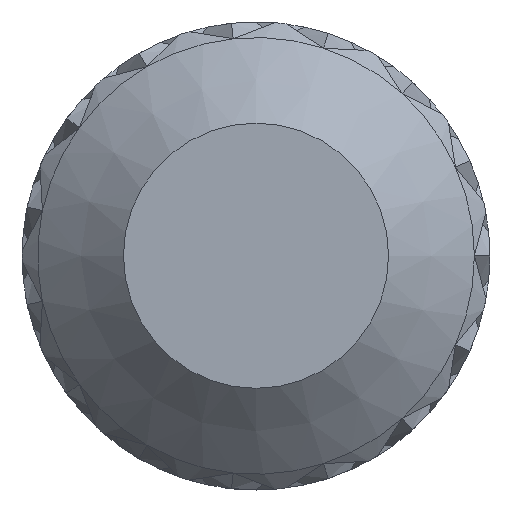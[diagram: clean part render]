
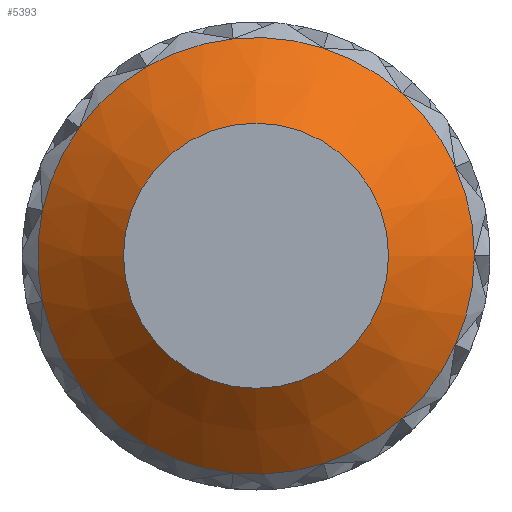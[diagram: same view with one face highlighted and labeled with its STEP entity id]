
A CAD part, top view. The second image highlights one B-rep face of the part: STEP entity #5393.
In plain terms, the highlighted conical face has half-angle 47.726 degrees and reference radius 8.5 mm.
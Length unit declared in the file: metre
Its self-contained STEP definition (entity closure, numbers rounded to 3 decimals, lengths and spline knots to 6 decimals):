
#102=CONICAL_SURFACE('',#5718,0.0085,0.833);
#876=CIRCLE('',#5657,0.014);
#878=CIRCLE('',#5661,0.014);
#881=CIRCLE('',#5667,0.014);
#883=CIRCLE('',#5671,0.014);
#885=CIRCLE('',#5675,0.014);
#887=CIRCLE('',#5679,0.014);
#889=CIRCLE('',#5683,0.014);
#891=CIRCLE('',#5687,0.014);
#893=CIRCLE('',#5691,0.014);
#895=CIRCLE('',#5695,0.014);
#897=CIRCLE('',#5699,0.014);
#899=CIRCLE('',#5703,0.014);
#901=CIRCLE('',#5707,0.014);
#903=CIRCLE('',#5711,0.014);
#904=CIRCLE('',#5713,0.014);
#906=CIRCLE('',#5717,0.0085);
#2121=ORIENTED_EDGE('',*,*,#3217,.T.);
#2122=ORIENTED_EDGE('',*,*,#3215,.T.);
#2123=ORIENTED_EDGE('',*,*,#3243,.T.);
#2124=ORIENTED_EDGE('',*,*,#3242,.T.);
#2125=ORIENTED_EDGE('',*,*,#3240,.T.);
#2126=ORIENTED_EDGE('',*,*,#3238,.T.);
#2127=ORIENTED_EDGE('',*,*,#3236,.T.);
#2128=ORIENTED_EDGE('',*,*,#3234,.T.);
#2129=ORIENTED_EDGE('',*,*,#3232,.T.);
#2130=ORIENTED_EDGE('',*,*,#3230,.T.);
#2131=ORIENTED_EDGE('',*,*,#3228,.T.);
#2132=ORIENTED_EDGE('',*,*,#3226,.T.);
#2133=ORIENTED_EDGE('',*,*,#3224,.T.);
#2134=ORIENTED_EDGE('',*,*,#3222,.T.);
#2135=ORIENTED_EDGE('',*,*,#3220,.T.);
#2136=ORIENTED_EDGE('',*,*,#3245,.F.);
#3215=EDGE_CURVE('',#3678,#3643,#876,.T.);
#3217=EDGE_CURVE('',#3537,#3678,#878,.T.);
#3220=EDGE_CURVE('',#3547,#3537,#881,.T.);
#3222=EDGE_CURVE('',#3555,#3547,#883,.T.);
#3224=EDGE_CURVE('',#3563,#3555,#885,.T.);
#3226=EDGE_CURVE('',#3571,#3563,#887,.T.);
#3228=EDGE_CURVE('',#3579,#3571,#889,.T.);
#3230=EDGE_CURVE('',#3587,#3579,#891,.T.);
#3232=EDGE_CURVE('',#3595,#3587,#893,.T.);
#3234=EDGE_CURVE('',#3603,#3595,#895,.T.);
#3236=EDGE_CURVE('',#3611,#3603,#897,.T.);
#3238=EDGE_CURVE('',#3619,#3611,#899,.T.);
#3240=EDGE_CURVE('',#3627,#3619,#901,.T.);
#3242=EDGE_CURVE('',#3635,#3627,#903,.T.);
#3243=EDGE_CURVE('',#3643,#3635,#904,.T.);
#3245=EDGE_CURVE('',#3800,#3800,#906,.T.);
#3537=VERTEX_POINT('',#7049);
#3547=VERTEX_POINT('',#7125);
#3555=VERTEX_POINT('',#7176);
#3563=VERTEX_POINT('',#7227);
#3571=VERTEX_POINT('',#7278);
#3579=VERTEX_POINT('',#7329);
#3587=VERTEX_POINT('',#7380);
#3595=VERTEX_POINT('',#7431);
#3603=VERTEX_POINT('',#7482);
#3611=VERTEX_POINT('',#7533);
#3619=VERTEX_POINT('',#7584);
#3627=VERTEX_POINT('',#7635);
#3635=VERTEX_POINT('',#7686);
#3643=VERTEX_POINT('',#7737);
#3678=VERTEX_POINT('',#8575);
#3800=VERTEX_POINT('',#10919);
#4509=EDGE_LOOP('',(#2121,#2122,#2123,#2124,#2125,#2126,#2127,#2128,#2129,
#2130,#2131,#2132,#2133,#2134,#2135));
#4510=EDGE_LOOP('',(#2136));
#4905=FACE_BOUND('',#4509,.T.);
#4906=FACE_BOUND('',#4510,.T.);
#5393=ADVANCED_FACE('',(#4905,#4906),#102,.T.);
#5657=AXIS2_PLACEMENT_3D('',#10857,#6227,#6228);
#5661=AXIS2_PLACEMENT_3D('',#10861,#6235,#6236);
#5667=AXIS2_PLACEMENT_3D('',#10867,#6247,#6248);
#5671=AXIS2_PLACEMENT_3D('',#10871,#6255,#6256);
#5675=AXIS2_PLACEMENT_3D('',#10875,#6263,#6264);
#5679=AXIS2_PLACEMENT_3D('',#10879,#6271,#6272);
#5683=AXIS2_PLACEMENT_3D('',#10883,#6279,#6280);
#5687=AXIS2_PLACEMENT_3D('',#10887,#6287,#6288);
#5691=AXIS2_PLACEMENT_3D('',#10891,#6295,#6296);
#5695=AXIS2_PLACEMENT_3D('',#10895,#6303,#6304);
#5699=AXIS2_PLACEMENT_3D('',#10899,#6311,#6312);
#5703=AXIS2_PLACEMENT_3D('',#10903,#6319,#6320);
#5707=AXIS2_PLACEMENT_3D('',#10907,#6327,#6328);
#5711=AXIS2_PLACEMENT_3D('',#10911,#6335,#6336);
#5713=AXIS2_PLACEMENT_3D('',#10913,#6339,#6340);
#5717=AXIS2_PLACEMENT_3D('',#10918,#6347,#6348);
#5718=AXIS2_PLACEMENT_3D('',#10920,#6349,#6350);
#6227=DIRECTION('',(0.,0.,1.));
#6228=DIRECTION('',(1.,0.,0.));
#6235=DIRECTION('',(0.,0.,1.));
#6236=DIRECTION('',(1.,0.,0.));
#6247=DIRECTION('',(0.,0.,1.));
#6248=DIRECTION('',(1.,0.,0.));
#6255=DIRECTION('',(0.,0.,1.));
#6256=DIRECTION('',(1.,0.,0.));
#6263=DIRECTION('',(0.,0.,1.));
#6264=DIRECTION('',(1.,0.,0.));
#6271=DIRECTION('',(0.,0.,1.));
#6272=DIRECTION('',(1.,0.,0.));
#6279=DIRECTION('',(0.,0.,1.));
#6280=DIRECTION('',(1.,0.,0.));
#6287=DIRECTION('',(0.,0.,1.));
#6288=DIRECTION('',(1.,0.,0.));
#6295=DIRECTION('',(0.,0.,1.));
#6296=DIRECTION('',(1.,0.,0.));
#6303=DIRECTION('',(0.,0.,1.));
#6304=DIRECTION('',(1.,0.,0.));
#6311=DIRECTION('',(0.,0.,1.));
#6312=DIRECTION('',(1.,0.,0.));
#6319=DIRECTION('',(0.,0.,1.));
#6320=DIRECTION('',(1.,0.,0.));
#6327=DIRECTION('',(0.,0.,1.));
#6328=DIRECTION('',(1.,0.,0.));
#6335=DIRECTION('',(0.,0.,1.));
#6336=DIRECTION('',(1.,0.,0.));
#6339=DIRECTION('',(0.,0.,1.));
#6340=DIRECTION('',(1.,0.,0.));
#6347=DIRECTION('',(0.,0.,1.));
#6348=DIRECTION('',(1.,0.,0.));
#6349=DIRECTION('',(0.,0.,-1.));
#6350=DIRECTION('',(-1.,0.,0.));
#7049=CARTESIAN_POINT('',(0.009368,-0.010404,0.008));
#7125=CARTESIAN_POINT('',(0.004326,-0.013315,0.008));
#7176=CARTESIAN_POINT('',(-0.001463,-0.013923,0.008));
#7227=CARTESIAN_POINT('',(-0.007,-0.012124,0.008));
#7278=CARTESIAN_POINT('',(-0.011326,-0.008229,0.008));
#7329=CARTESIAN_POINT('',(-0.013694,-0.002911,0.008));
#7380=CARTESIAN_POINT('',(-0.013694,0.002911,0.008));
#7431=CARTESIAN_POINT('',(-0.011326,0.008229,0.008));
#7482=CARTESIAN_POINT('',(-0.007,0.012124,0.008));
#7533=CARTESIAN_POINT('',(-0.001463,0.013923,0.008));
#7584=CARTESIAN_POINT('',(0.004326,0.013315,0.008));
#7635=CARTESIAN_POINT('',(0.009368,0.010404,0.008));
#7686=CARTESIAN_POINT('',(0.01279,0.005694,0.008));
#7737=CARTESIAN_POINT('',(0.014,0.,0.008));
#8575=CARTESIAN_POINT('',(0.01279,-0.005694,0.008));
#10857=CARTESIAN_POINT('',(0.,0.,0.008));
#10861=CARTESIAN_POINT('',(0.,0.,0.008));
#10867=CARTESIAN_POINT('',(0.,0.,0.008));
#10871=CARTESIAN_POINT('',(0.,0.,0.008));
#10875=CARTESIAN_POINT('',(0.,0.,0.008));
#10879=CARTESIAN_POINT('',(0.,0.,0.008));
#10883=CARTESIAN_POINT('',(0.,0.,0.008));
#10887=CARTESIAN_POINT('',(0.,0.,0.008));
#10891=CARTESIAN_POINT('',(0.,0.,0.008));
#10895=CARTESIAN_POINT('',(0.,0.,0.008));
#10899=CARTESIAN_POINT('',(0.,0.,0.008));
#10903=CARTESIAN_POINT('',(0.,0.,0.008));
#10907=CARTESIAN_POINT('',(0.,0.,0.008));
#10911=CARTESIAN_POINT('',(0.,0.,0.008));
#10913=CARTESIAN_POINT('',(0.,0.,0.008));
#10918=CARTESIAN_POINT('',(0.,0.,0.013));
#10919=CARTESIAN_POINT('',(0.0085,0.,0.013));
#10920=CARTESIAN_POINT('',(0.,0.,0.013));
